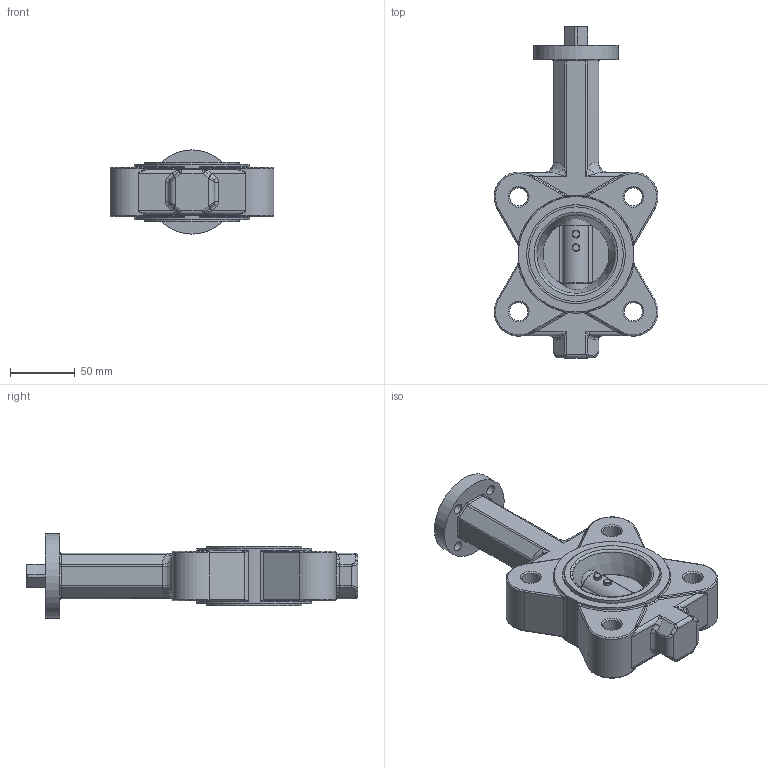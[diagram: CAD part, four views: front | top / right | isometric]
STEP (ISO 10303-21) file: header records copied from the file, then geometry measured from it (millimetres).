
FILE_DESCRIPTION(/* description */ (''),/* implementation_level */ '2;1');
FILE_NAME(/* name */ 'L-DN50.stp',/* time_stamp */ '2018-12-24T09:48:06+08:00',/* author */ (''),/* organization */ (''),/* preprocessor_version */ 'ST-DEVELOPER v15',/* originating_system */ 'SIEMENS PLM Software NX 8.5',/* authorisation */ '');
FILE_SCHEMA (('AP203_CONFIGURATION_CONTROLLED_3D_DESIGN_OF_MECHANICAL_PARTS_AND_ASSEMBLIES_MIM_LF { 1 0 10303 403 2 1 2}'));
Length unit declared in the file: millimetre
Products named in the file (1): Admi19D41BA07wf8
Bounding box: 126.39 x 256 x 65 mm (x, y, z)
Volume: 601047.5 mm3; surface area: 83038 mm2
Topology: 1 solids, 1 shells, 394 faces, 938 edges, 544 vertices
Faces by surface type: cylinder 123, plane 110, bspline 100, torus 42, cone 19
Full cylindrical faces by diameter (mm): 4.2 x1, 6 x4, 8 x4, 14 x4, 15.77 x1, 35.5 x1, 65 x1, 73 x2, 76.3 x2, 89 x1
Entity records: 13035 total; most frequent: CARTESIAN_POINT 4692, ORIENTED_EDGE 1728, DIRECTION 1670, EDGE_CURVE 864, AXIS2_PLACEMENT_3D 701, VERTEX_POINT 525, EDGE_LOOP 462, ADVANCED_FACE 394
